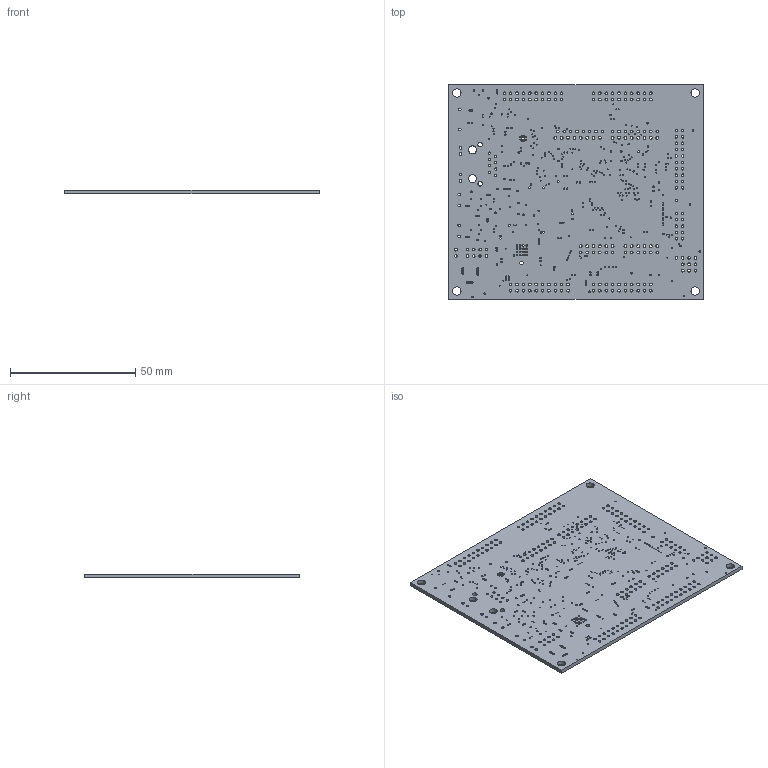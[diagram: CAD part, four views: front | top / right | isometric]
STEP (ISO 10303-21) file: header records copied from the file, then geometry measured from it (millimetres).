
FILE_DESCRIPTION (( 'STEP AP203' ), '1' );
FILE_NAME ('stm32f407zet6.STEP', '2024-05-10T03:22:19', ( '' ), ( '' ), 'SwSTEP 2.0', 'SolidWorks 2018', '' );
FILE_SCHEMA (( 'CONFIG_CONTROL_DESIGN' ));
Length unit declared in the file: inch
Products named in the file (3): stm32f407zet6; stm32f407zet6.step; Board___wctmp.step
Assembly tree (2 placements, depth 3):
  stm32f407zet6
    stm32f407zet6.step
      Board___wctmp.step
Bounding box: 101.6 x 85.6 x 1.57 mm (x, y, z)
Volume: 13167.7 mm3; surface area: 19551.2 mm2
Topology: 1 solids, 1 shells, 1514 faces, 4536 edges, 3024 vertices
Faces by surface type: cylinder 1270, plane 244
Entity records: 55327 total; most frequent: DIRECTION 10116, CARTESIAN_POINT 9080, ORIENTED_EDGE 9072, EDGE_CURVE 4536, AXIS2_PLACEMENT_3D 4060, VERTEX_POINT 3024, EDGE_LOOP 2790, CIRCLE 2540
